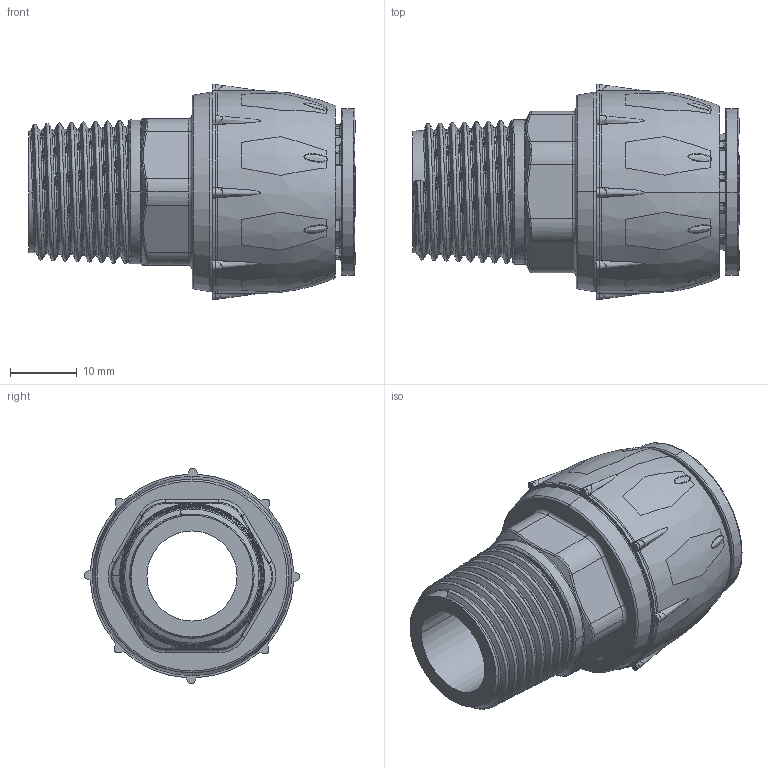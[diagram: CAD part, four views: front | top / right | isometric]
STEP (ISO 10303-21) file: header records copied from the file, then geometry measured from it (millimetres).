
FILE_DESCRIPTION (( 'STEP AP214' ), '1' );
FILE_NAME ('R211.015.012.STEP', '2019-10-24T13:33:34', ( '' ), ( '' ), 'SwSTEP 2.0', 'SolidWorks 2018', '' );
FILE_SCHEMA (( 'AUTOMOTIVE_DESIGN' ));
Length unit declared in the file: millimetre
Products named in the file (7): R216.015.000; OR_14.5x3; R209.015.001; R209.015.002; R211.015.012; R209.015.003; R211.015.012-L
Assembly tree (6 placements, depth 2):
  R211.015.012
    R211.015.012-L
    OR_14.5x3
    R209.015.001
    R209.015.002
    R216.015.000
    R209.015.003
Bounding box: 49 x 32.38 x 32.38 mm (x, y, z)
Volume: 14063.1 mm3; surface area: 14895.7 mm2
Topology: 6 solids, 6 shells, 1007 faces, 2926 edges, 1957 vertices
Faces by surface type: bspline 391, plane 269, cylinder 157, torus 100, cone 82, sphere 8
Entity records: 68518 total; most frequent: CARTESIAN_POINT 45653, ORIENTED_EDGE 5804, DIRECTION 3122, EDGE_CURVE 2902, VERTEX_POINT 1957, B_SPLINE_CURVE_WITH_KNOTS 1545, AXIS2_PLACEMENT_3D 1162, EDGE_LOOP 1069
